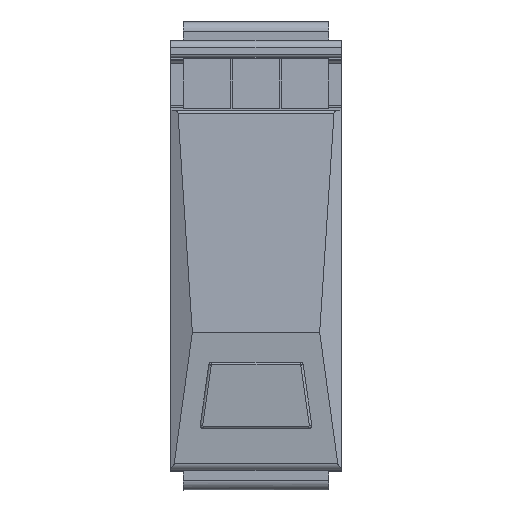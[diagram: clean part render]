
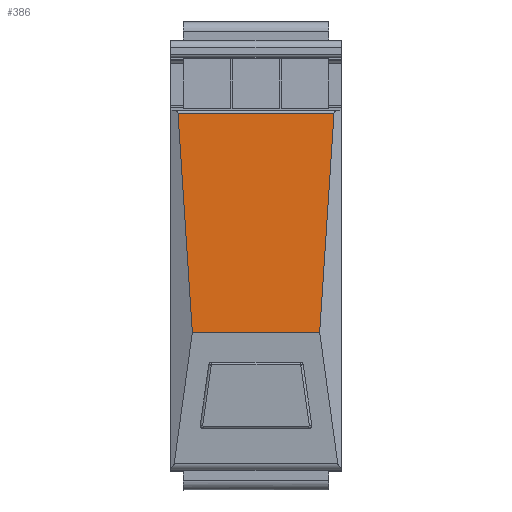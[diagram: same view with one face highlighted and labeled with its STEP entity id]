
A CAD part, top view. The second image highlights one B-rep face of the part: STEP entity #386.
In plain terms, the highlighted planar face has unit normal (0, 0.033, 1).
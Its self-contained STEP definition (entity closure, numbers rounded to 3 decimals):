
#366=AXIS2_PLACEMENT_3D('Plane Axis2P3D',#363,#364,#365) ;
#130=CARTESIAN_POINT('Vertex',(15.5,16.35,61.007)) ;
#133=CARTESIAN_POINT('Line Origine',(8.875,16.35,61.007)) ;
#137=CARTESIAN_POINT('Vertex',(2.25,16.35,61.007)) ;
#345=CARTESIAN_POINT('Vertex',(16.991,39.179,60.261)) ;
#348=CARTESIAN_POINT('Line Origine',(16.245,27.765,60.634)) ;
#363=CARTESIAN_POINT('Axis2P3D Location',(8.875,46.7,60.016)) ;
#368=CARTESIAN_POINT('Line Origine',(1.505,27.765,60.634)) ;
#372=CARTESIAN_POINT('Vertex',(0.759,39.179,60.261)) ;
#375=CARTESIAN_POINT('Line Origine',(8.875,39.179,60.261)) ;
#134=DIRECTION('Vector Direction',(1.,0.,0.)) ;
#349=DIRECTION('Vector Direction',(-0.065,-0.997,0.033)) ;
#364=DIRECTION('Axis2P3D Direction',(0.,-0.033,-0.999)) ;
#365=DIRECTION('Axis2P3D XDirection',(0.,-0.999,0.033)) ;
#369=DIRECTION('Vector Direction',(0.065,-0.997,0.033)) ;
#376=DIRECTION('Vector Direction',(1.,0.,0.)) ;
#135=VECTOR('Line Direction',#134,1.) ;
#350=VECTOR('Line Direction',#349,1.) ;
#370=VECTOR('Line Direction',#369,1.) ;
#377=VECTOR('Line Direction',#376,1.) ;
#381=ORIENTED_EDGE('',*,*,#374,.T.) ;
#382=ORIENTED_EDGE('',*,*,#139,.T.) ;
#383=ORIENTED_EDGE('',*,*,#352,.F.) ;
#384=ORIENTED_EDGE('',*,*,#379,.F.) ;
#386=ADVANCED_FACE('ABLEITER_OBERTEIL',(#385),#367,.F.) ;
#139=EDGE_CURVE('',#138,#131,#136,.T.) ;
#352=EDGE_CURVE('',#346,#131,#351,.T.) ;
#374=EDGE_CURVE('',#373,#138,#371,.T.) ;
#379=EDGE_CURVE('',#373,#346,#378,.T.) ;
#380=EDGE_LOOP('',(#381,#382,#383,#384)) ;
#385=FACE_OUTER_BOUND('',#380,.T.) ;
#136=LINE('Line',#133,#135) ;
#351=LINE('Line',#348,#350) ;
#371=LINE('Line',#368,#370) ;
#378=LINE('Line',#375,#377) ;
#367=PLANE('',#366) ;
#131=VERTEX_POINT('',#130) ;
#138=VERTEX_POINT('',#137) ;
#346=VERTEX_POINT('',#345) ;
#373=VERTEX_POINT('',#372) ;
